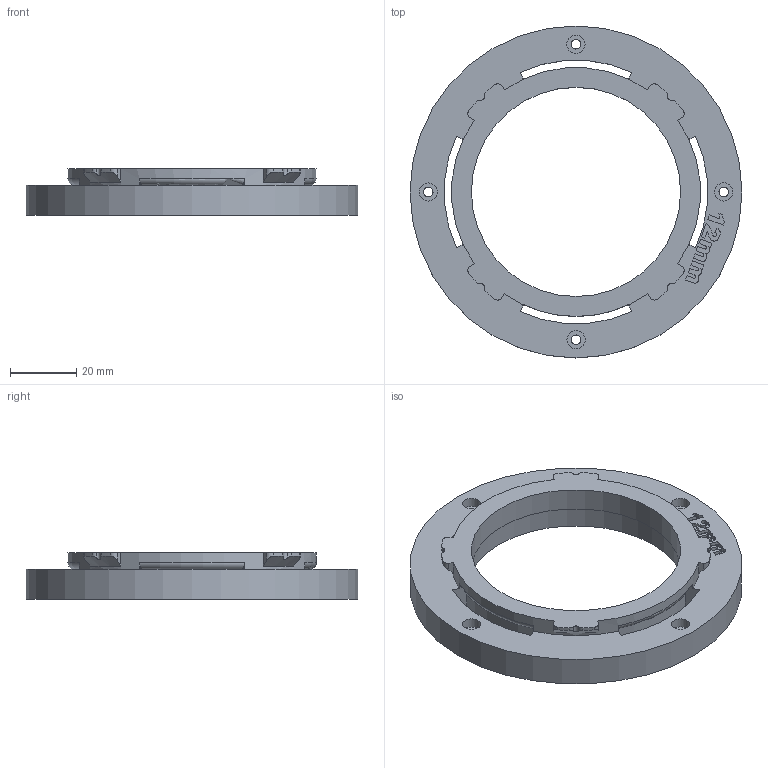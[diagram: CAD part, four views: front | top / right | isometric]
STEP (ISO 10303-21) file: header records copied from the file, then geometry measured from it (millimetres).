
FILE_DESCRIPTION(/* description */ (''),/* implementation_level */ '2;1');
FILE_NAME(/* name */ 'Cyclodial Drive Exterior Top.step',/* time_stamp */ '2025-09-14T20:37:24+08:00',/* author */ (''),/* organization */ (''),/* preprocessor_version */ 'ST-DEVELOPER v20.1',/* originating_system */ 'Autodesk Translation Framework v14.10.0.0',/* authorisation */ '');
FILE_SCHEMA (('AUTOMOTIVE_DESIGN { 1 0 10303 214 3 1 1 }'));
Length unit declared in the file: millimetre
Products named in the file (2): Cyclodial Drive v4.4; Exterior
Assembly tree (1 placements, depth 2):
  Cyclodial Drive v4.4
    Exterior
Bounding box: 100 x 100 x 14 mm (x, y, z)
Volume: 41928.2 mm3; surface area: 19025.2 mm2
Topology: 1 solids, 1 shells, 175 faces, 505 edges, 338 vertices
Faces by surface type: plane 63, bspline 56, cylinder 48, torus 4, cone 4
Full cylindrical faces by diameter (mm): 2.9 x4, 5.5 x4, 63 x1, 65 x1, 75 x1, 100 x1
Entity records: 6559 total; most frequent: CARTESIAN_POINT 2189, ORIENTED_EDGE 1010, DIRECTION 717, EDGE_CURVE 505, VERTEX_POINT 338, LINE 265, VECTOR 265, AXIS2_PLACEMENT_3D 226
